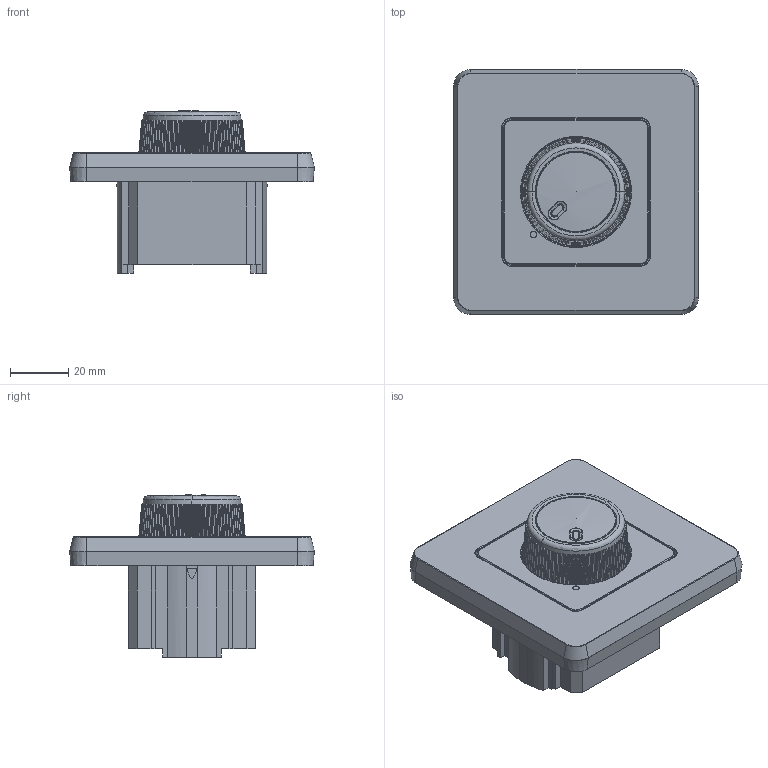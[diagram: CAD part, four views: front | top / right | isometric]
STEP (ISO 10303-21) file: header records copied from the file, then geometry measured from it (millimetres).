
FILE_DESCRIPTION (( 'STEP AP203' ), '1' );
FILE_NAME ('Ñâåòîðåãóëÿòîð.STEP', '2025-05-27T13:20:47', ( '' ), ( '' ), 'SwSTEP 2.0', 'SolidWorks 2022', '' );
FILE_SCHEMA (( 'CONFIG_CONTROL_DESIGN' ));
Length unit declared in the file: millimetre
Products named in the file (1): Светорегулятор
Bounding box: 84 x 84 x 55.7 mm (x, y, z)
Volume: 139103.9 mm3; surface area: 26161.6 mm2
Topology: 1 solids, 1 shells, 503 faces, 1406 edges, 917 vertices
Faces by surface type: cone 189, bspline 182, plane 81, cylinder 31, torus 18, sphere 2
Entity records: 23174 total; most frequent: CARTESIAN_POINT 13511, ORIENTED_EDGE 2808, EDGE_CURVE 1404, B_SPLINE_CURVE_WITH_KNOTS 1374, VERTEX_POINT 916, DIRECTION 678, EDGE_LOOP 516, FACE_OUTER_BOUND 503
